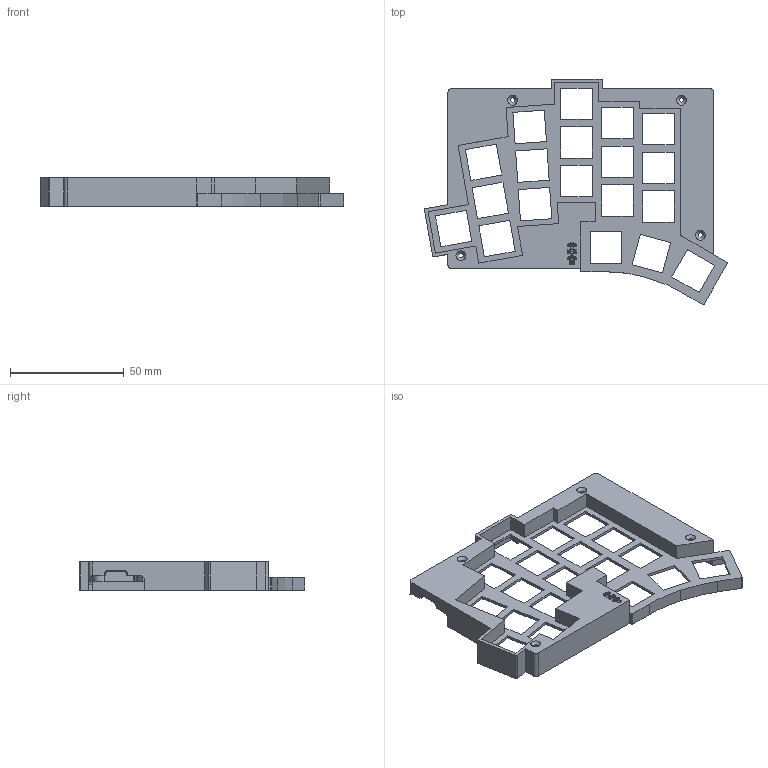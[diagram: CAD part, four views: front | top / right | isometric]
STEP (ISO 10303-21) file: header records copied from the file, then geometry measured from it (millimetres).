
FILE_DESCRIPTION(/* description */ (''),/* implementation_level */ '2;1');
FILE_NAME(/* name */ 'TOTEM_case_ble_top_L_V.08 v2.step',/* time_stamp */ '2024-12-28T19:13:55+01:00',/* author */ (''),/* organization */ (''),/* preprocessor_version */ 'ST-DEVELOPER v20',/* originating_system */ 'Autodesk Translation Framework v13.20.0.188',/* authorisation */ '');
FILE_SCHEMA (('AUTOMOTIVE_DESIGN { 1 0 10303 214 3 1 1 }'));
Length unit declared in the file: millimetre
Products named in the file (1): TOTEM case_v08_7mm_keeb_usb
Bounding box: 133.11 x 99.01 x 12.5 mm (x, y, z)
Volume: 18962.9 mm3; surface area: 27663.6 mm2
Topology: 1 solids, 1 shells, 506 faces, 1368 edges, 906 vertices
Faces by surface type: plane 375, bspline 81, cylinder 39, cone 11
Full cylindrical faces by diameter (mm): 1.449 x1, 1.452 x1, 2 x4, 3.2 x4
Entity records: 16312 total; most frequent: CARTESIAN_POINT 3909, ORIENTED_EDGE 2736, DIRECTION 2149, EDGE_CURVE 1368, LINE 1115, VECTOR 1115, VERTEX_POINT 906, EDGE_LOOP 594
